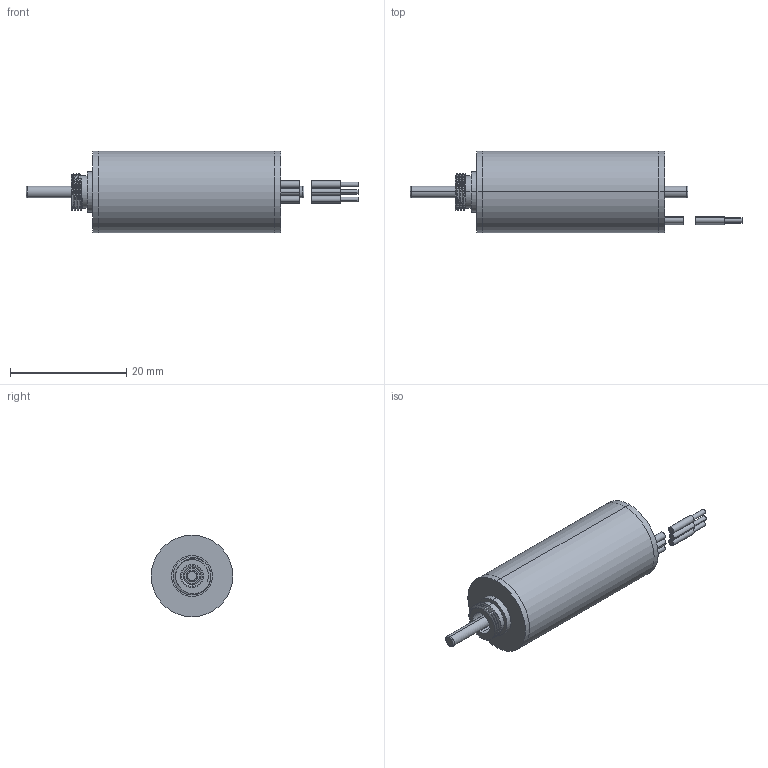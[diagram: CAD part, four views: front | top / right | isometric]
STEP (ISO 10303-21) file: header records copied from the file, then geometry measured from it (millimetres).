
FILE_DESCRIPTION (( 'STEP AP214' ), '1' );
FILE_NAME ('approval 102503201.STEP', '2025-07-09T06:53:47', ( 'China' ), ( 'Microsoft' ), 'SwSTEP 2.0', 'SolidWorks 2025', '' );
FILE_SCHEMA (( 'AUTOMOTIVE_DESIGN' ));
Length unit declared in the file: millimetre
Products named in the file (1): approval 102503201
Bounding box: 57.1 x 14 x 14 mm (x, y, z)
Volume: 4568.6 mm3; surface area: 22529.7 mm2
Topology: 140 solids, 140 shells, 992 faces, 1996 edges, 1313 vertices
Faces by surface type: cylinder 626, plane 313, torus 48, bspline 5
Entity records: 30135 total; most frequent: CARTESIAN_POINT 6217, DIRECTION 5278, ORIENTED_EDGE 3992, AXIS2_PLACEMENT_3D 2325, EDGE_CURVE 1996, CIRCLE 1337, VERTEX_POINT 1313, EDGE_LOOP 1299
